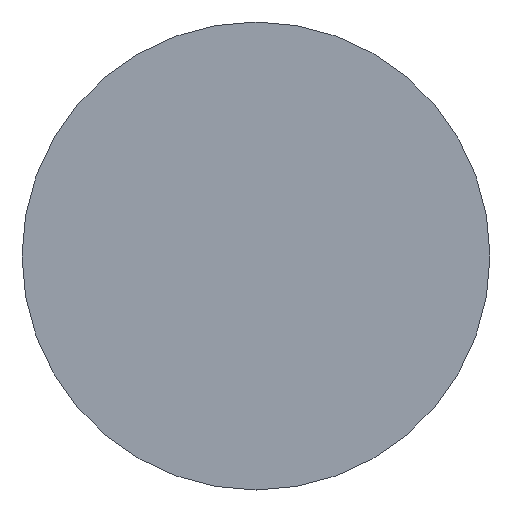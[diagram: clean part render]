
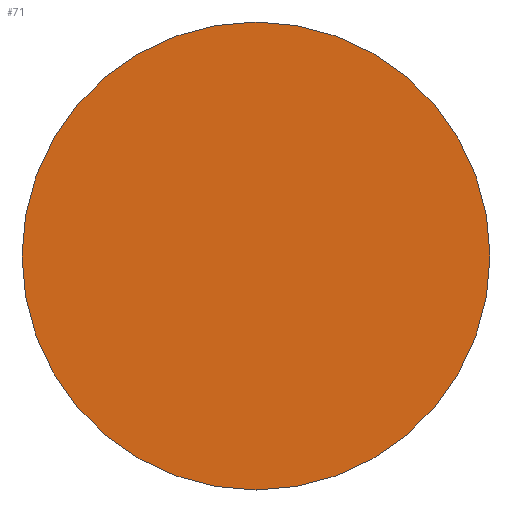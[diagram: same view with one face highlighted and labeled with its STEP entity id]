
A CAD part, left-side view. The second image highlights one B-rep face of the part: STEP entity #71.
In plain terms, the highlighted planar face has unit normal (-1, 0, 0).
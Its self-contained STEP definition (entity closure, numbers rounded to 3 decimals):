
#6 = DIRECTION ( 'NONE',  ( 0., 0., -1. ) ) ;
#11 = FACE_OUTER_BOUND ( 'NONE', #112, .T. ) ;
#13 = AXIS2_PLACEMENT_3D ( 'NONE', #154, #152, #44 ) ;
#15 = DIRECTION ( 'NONE',  ( 0., 0., 1. ) ) ;
#26 = CIRCLE ( 'NONE', #68, 20. ) ;
#32 = CARTESIAN_POINT ( 'NONE',  ( 113.912, 65.156, -20. ) ) ;
#34 = EDGE_CURVE ( 'NONE', #100, #145, #26, .T. ) ;
#41 = CARTESIAN_POINT ( 'NONE',  ( 113.912, 65.156, 0. ) ) ;
#44 = DIRECTION ( 'NONE',  ( 0., 0., 1. ) ) ;
#45 = CARTESIAN_POINT ( 'NONE',  ( 113.912, 65.156, 20. ) ) ;
#53 = AXIS2_PLACEMENT_3D ( 'NONE', #41, #120, #6 ) ;
#68 = AXIS2_PLACEMENT_3D ( 'NONE', #173, #104, #15 ) ;
#71 = ADVANCED_FACE ( 'NONE', ( #11 ), #129, .F. ) ;
#95 = ORIENTED_EDGE ( 'NONE', *, *, #34, .T. ) ;
#100 = VERTEX_POINT ( 'NONE', #32 ) ;
#104 = DIRECTION ( 'NONE',  ( -1., 0., 0. ) ) ;
#112 = EDGE_LOOP ( 'NONE', ( #146, #95 ) ) ;
#120 = DIRECTION ( 'NONE',  ( 1., 0., 0. ) ) ;
#129 = PLANE ( 'NONE',  #53 ) ;
#145 = VERTEX_POINT ( 'NONE', #45 ) ;
#146 = ORIENTED_EDGE ( 'NONE', *, *, #155, .T. ) ;
#151 = CIRCLE ( 'NONE', #13, 20. ) ;
#152 = DIRECTION ( 'NONE',  ( -1., 0., 0. ) ) ;
#154 = CARTESIAN_POINT ( 'NONE',  ( 113.912, 65.156, 0. ) ) ;
#155 = EDGE_CURVE ( 'NONE', #145, #100, #151, .T. ) ;
#173 = CARTESIAN_POINT ( 'NONE',  ( 113.912, 65.156, 0. ) ) ;
